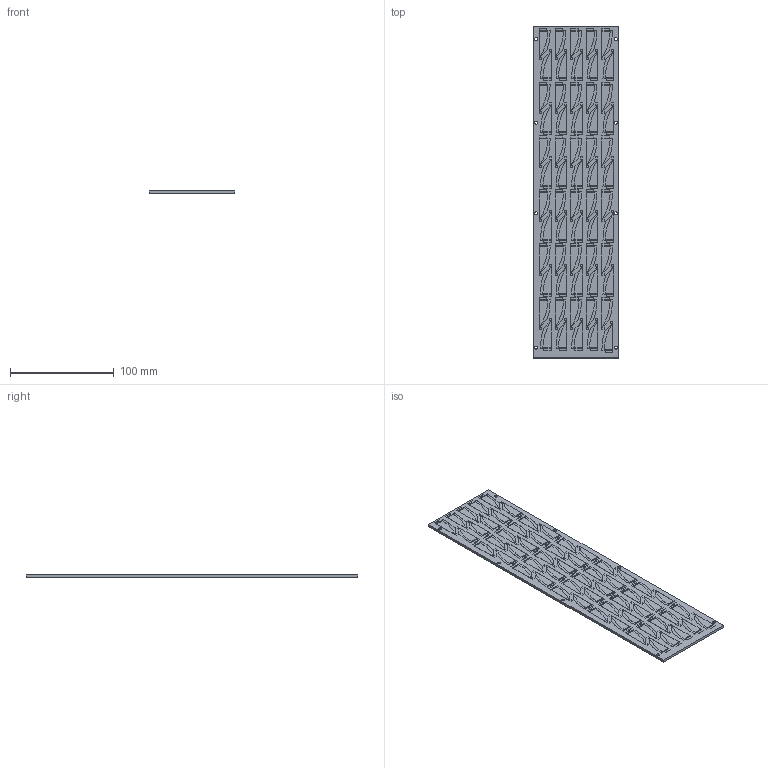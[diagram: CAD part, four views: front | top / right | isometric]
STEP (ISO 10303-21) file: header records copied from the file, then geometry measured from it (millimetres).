
FILE_DESCRIPTION(/* description */ (''),/* implementation_level */ '2;1');
FILE_NAME(/* name */ 'SolarPanel4WCellV2.stp',/* time_stamp */ '2017-08-06T16:13:36-04:00',/* author */ (''),/* organization */ (''),/* preprocessor_version */ 'ST-DEVELOPER v16',/* originating_system */ 'SIEMENS PLM Software NX 10.0',/* authorisation */ '');
FILE_SCHEMA (('AUTOMOTIVE_DESIGN { 1 0 10303 214 3 1 1 1 }'));
Length unit declared in the file: millimetre
Products named in the file (8): RRectangleConnection; LRectangleConnection; Overhead; SolarCellRegion; terminalpoint; SolarPanel4; Onecell; SolarPanel4WCellV2
Assembly tree (66 placements, depth 3):
  SolarPanel4WCellV2
    SolarPanel4
    Onecell  x60
      terminalpoint
      SolarCellRegion
      Overhead
      LRectangleConnection
      RRectangleConnection
Bounding box: 82 x 320 x 2.66 mm (x, y, z)
Volume: 67601.6 mm3; surface area: 82458.9 mm2
Topology: 301 solids, 301 shells, 1874 faces, 3816 edges, 2544 vertices
Faces by surface type: plane 1686, cylinder 188
Full cylindrical faces by diameter (mm): 3 x8
Entity records: 1889 total; most frequent: DIRECTION 337, CARTESIAN_POINT 269, ORIENTED_EDGE 182, AXIS2_PLACEMENT_3D 134, EDGE_CURVE 91, PRODUCT_DEFINITION_SHAPE 74, EDGE_LOOP 69, LINE 69
